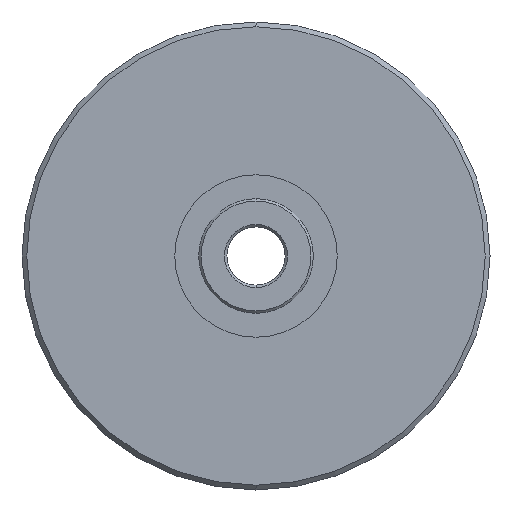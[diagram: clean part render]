
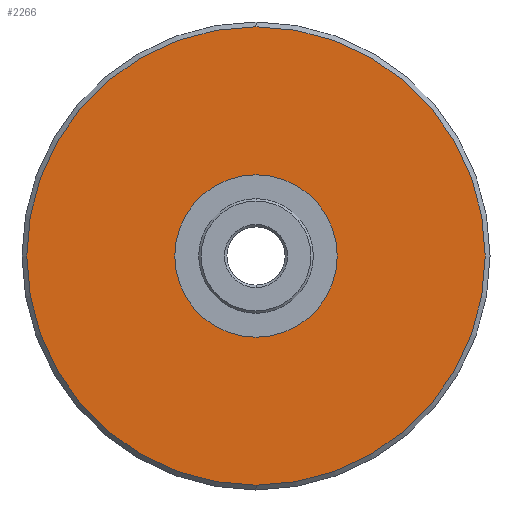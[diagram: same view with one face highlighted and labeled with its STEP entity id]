
A CAD part, left-side view. The second image highlights one B-rep face of the part: STEP entity #2266.
In plain terms, the highlighted planar face has unit normal (-1, 0, 0).
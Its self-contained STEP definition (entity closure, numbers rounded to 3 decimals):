
#23 = AXIS2_PLACEMENT_3D ( 'NONE', #303, #2467, #2478 ) ;
#116 = CARTESIAN_POINT ( 'NONE',  ( -8.5, 0., -17. ) ) ;
#117 = EDGE_CURVE ( 'NONE', #566, #1314, #878, .T. ) ;
#248 = CARTESIAN_POINT ( 'NONE',  ( -8.5, 0., 0. ) ) ;
#303 = CARTESIAN_POINT ( 'NONE',  ( -8.5, 0., 0. ) ) ;
#326 = DIRECTION ( 'NONE',  ( -1., 0., 0. ) ) ;
#365 = EDGE_LOOP ( 'NONE', ( #1697, #1319 ) ) ;
#470 = DIRECTION ( 'NONE',  ( -1., 0., 0. ) ) ;
#492 = AXIS2_PLACEMENT_3D ( 'NONE', #248, #3175, #1048 ) ;
#566 = VERTEX_POINT ( 'NONE', #940 ) ;
#632 = EDGE_CURVE ( 'NONE', #2380, #718, #1594, .T. ) ;
#688 = EDGE_LOOP ( 'NONE', ( #1242, #2492 ) ) ;
#708 = CARTESIAN_POINT ( 'NONE',  ( -8.5, 0., 0. ) ) ;
#718 = VERTEX_POINT ( 'NONE', #1615 ) ;
#788 = EDGE_CURVE ( 'NONE', #718, #2380, #2991, .T. ) ;
#809 = CARTESIAN_POINT ( 'NONE',  ( -8.5, -5.556, 0. ) ) ;
#878 = CIRCLE ( 'NONE', #492, 48. ) ;
#940 = CARTESIAN_POINT ( 'NONE',  ( -8.5, 0., -48. ) ) ;
#1048 = DIRECTION ( 'NONE',  ( 0., 0., 1. ) ) ;
#1242 = ORIENTED_EDGE ( 'NONE', *, *, #117, .T. ) ;
#1297 = EDGE_CURVE ( 'NONE', #1314, #566, #3254, .T. ) ;
#1314 = VERTEX_POINT ( 'NONE', #3035 ) ;
#1319 = ORIENTED_EDGE ( 'NONE', *, *, #632, .F. ) ;
#1526 = DIRECTION ( 'NONE',  ( 0., 0., 1. ) ) ;
#1594 = CIRCLE ( 'NONE', #2172, 17. ) ;
#1615 = CARTESIAN_POINT ( 'NONE',  ( -8.5, 0., 17. ) ) ;
#1697 = ORIENTED_EDGE ( 'NONE', *, *, #788, .F. ) ;
#2009 = FACE_OUTER_BOUND ( 'NONE', #688, .T. ) ;
#2095 = FACE_BOUND ( 'NONE', #365, .T. ) ;
#2137 = DIRECTION ( 'NONE',  ( 0., 0., 1. ) ) ;
#2172 = AXIS2_PLACEMENT_3D ( 'NONE', #708, #470, #1526 ) ;
#2266 = ADVANCED_FACE ( 'NONE', ( #2009, #2095 ), #2666, .T. ) ;
#2299 = AXIS2_PLACEMENT_3D ( 'NONE', #2696, #326, #2137 ) ;
#2380 = VERTEX_POINT ( 'NONE', #116 ) ;
#2467 = DIRECTION ( 'NONE',  ( -1., 0., 0. ) ) ;
#2478 = DIRECTION ( 'NONE',  ( 0., 0., 1. ) ) ;
#2492 = ORIENTED_EDGE ( 'NONE', *, *, #1297, .T. ) ;
#2666 = PLANE ( 'NONE',  #3165 ) ;
#2696 = CARTESIAN_POINT ( 'NONE',  ( -8.5, 0., 0. ) ) ;
#2703 = DIRECTION ( 'NONE',  ( -1., 0., 0. ) ) ;
#2987 = DIRECTION ( 'NONE',  ( 0., 0., 1. ) ) ;
#2991 = CIRCLE ( 'NONE', #2299, 17. ) ;
#3035 = CARTESIAN_POINT ( 'NONE',  ( -8.5, 0., 48. ) ) ;
#3165 = AXIS2_PLACEMENT_3D ( 'NONE', #809, #2703, #2987 ) ;
#3175 = DIRECTION ( 'NONE',  ( -1., 0., 0. ) ) ;
#3254 = CIRCLE ( 'NONE', #23, 48. ) ;
